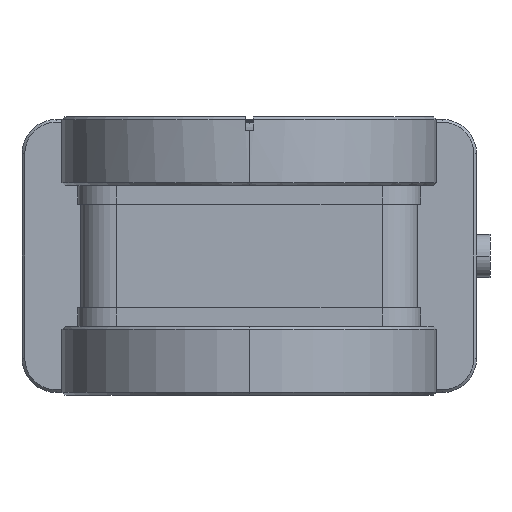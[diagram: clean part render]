
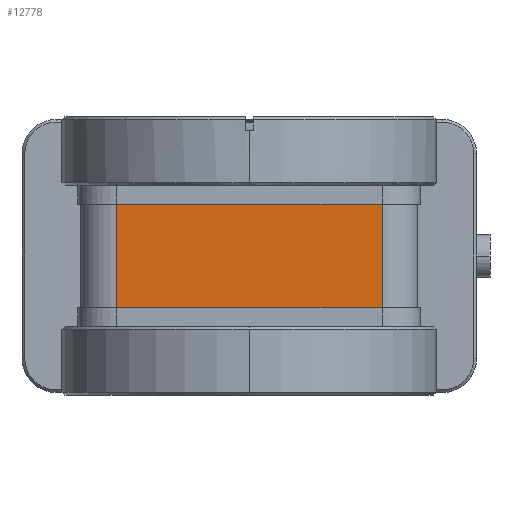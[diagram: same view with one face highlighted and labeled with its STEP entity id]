
A CAD part, front view. The second image highlights one B-rep face of the part: STEP entity #12778.
In plain terms, the highlighted planar face has unit normal (0, -1, 0).
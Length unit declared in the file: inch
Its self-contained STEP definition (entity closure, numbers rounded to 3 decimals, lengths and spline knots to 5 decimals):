
#4764=DIRECTION('',(1.,0.,0.));
#4765=VECTOR('',#4764,1.937);
#4766=CARTESIAN_POINT('',(-0.9685,-1.3,-0.3775));
#4767=LINE('',#4766,#4765);
#4768=DIRECTION('',(0.,0.,-1.));
#4769=VECTOR('',#4768,0.755);
#4770=CARTESIAN_POINT('',(-0.9685,-1.3,0.3775));
#4771=LINE('',#4770,#4769);
#4772=DIRECTION('',(1.,0.,0.));
#4773=VECTOR('',#4772,1.937);
#4774=CARTESIAN_POINT('',(-0.9685,-1.3,0.3775));
#4775=LINE('',#4774,#4773);
#4776=DIRECTION('',(0.,0.,-1.));
#4777=VECTOR('',#4776,0.755);
#4778=CARTESIAN_POINT('',(0.9685,-1.3,0.3775));
#4779=LINE('',#4778,#4777);
#6361=CARTESIAN_POINT('',(-0.9685,-1.3,0.3775));
#6362=CARTESIAN_POINT('',(0.9685,-1.3,0.3775));
#6363=VERTEX_POINT('',#6361);
#6364=VERTEX_POINT('',#6362);
#6397=CARTESIAN_POINT('',(-0.9685,-1.3,-0.3775));
#6398=CARTESIAN_POINT('',(0.9685,-1.3,-0.3775));
#6399=VERTEX_POINT('',#6397);
#6400=VERTEX_POINT('',#6398);
#12766=CARTESIAN_POINT('',(-1.2285,-1.3,-0.5125));
#12767=DIRECTION('',(0.,-1.,0.));
#12768=DIRECTION('',(1.,0.,0.));
#12769=AXIS2_PLACEMENT_3D('',#12766,#12767,#12768);
#12770=PLANE('',#12769);
#12771=ORIENTED_EDGE('',*,*,#12555,.F.);
#12773=ORIENTED_EDGE('',*,*,#12772,.F.);
#12774=ORIENTED_EDGE('',*,*,#12606,.T.);
#12775=ORIENTED_EDGE('',*,*,#12759,.T.);
#12776=EDGE_LOOP('',(#12771,#12773,#12774,#12775));
#12777=FACE_OUTER_BOUND('',#12776,.F.);
#12555=EDGE_CURVE('',#6399,#6400,#4767,.T.);
#12606=EDGE_CURVE('',#6363,#6364,#4775,.T.);
#12759=EDGE_CURVE('',#6364,#6400,#4779,.T.);
#12772=EDGE_CURVE('',#6363,#6399,#4771,.T.);
#12778=ADVANCED_FACE('',(#12777),#12770,.T.);
